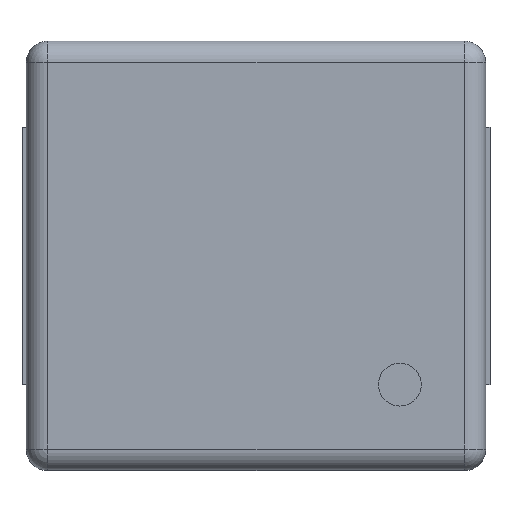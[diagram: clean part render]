
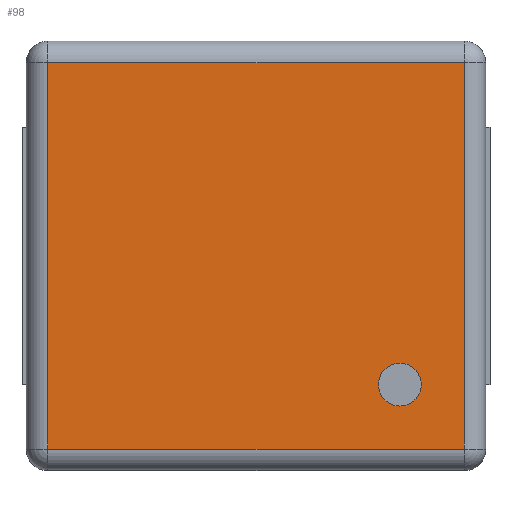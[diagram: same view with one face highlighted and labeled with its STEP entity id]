
A CAD part, top view. The second image highlights one B-rep face of the part: STEP entity #98.
In plain terms, the highlighted planar face has unit normal (0, 0, 1).
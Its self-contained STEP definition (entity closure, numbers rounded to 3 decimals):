
#98=ADVANCED_FACE('',(#530,#532),#534,.T.);
#530=FACE_BOUND('',#531,.T.);
#531=EDGE_LOOP('',(#870,#871,#872,#873));
#532=FACE_BOUND('',#533,.T.);
#533=EDGE_LOOP('',(#874));
#534=PLANE('',#535);
#535=AXIS2_PLACEMENT_3D('',#536,#537,#538);
#536=CARTESIAN_POINT('',(0.,0.,5.));
#537=DIRECTION('',(0.,0.,1.));
#538=DIRECTION('',(1.,0.,0.));
#870=ORIENTED_EDGE('',*,*,#1066,.T.);
#871=ORIENTED_EDGE('',*,*,#1067,.T.);
#872=ORIENTED_EDGE('',*,*,#1068,.T.);
#873=ORIENTED_EDGE('',*,*,#1069,.T.);
#874=ORIENTED_EDGE('',*,*,#1070,.T.);
#1066=EDGE_CURVE('',#1164,#1165,#1166,.T.);
#1067=EDGE_CURVE('',#1165,#1167,#1168,.T.);
#1068=EDGE_CURVE('',#1167,#1169,#1170,.T.);
#1069=EDGE_CURVE('',#1169,#1164,#1171,.T.);
#1070=EDGE_CURVE('',#1172,#1172,#1173,.F.);
#1164=VERTEX_POINT('',#1324);
#1165=VERTEX_POINT('',#1325);
#1166=LINE('',#1326,#1327);
#1167=VERTEX_POINT('',#1329);
#1168=LINE('',#1330,#1331);
#1169=VERTEX_POINT('',#1333);
#1170=LINE('',#1334,#1335);
#1171=LINE('',#1337,#1338);
#1172=VERTEX_POINT('',#1340);
#1173=CIRCLE('',#1341,0.5);
#1324=CARTESIAN_POINT('',(0.5,0.5,5.));
#1325=CARTESIAN_POINT('',(10.2,0.5,5.));
#1326=CARTESIAN_POINT('',(0.5,0.5,5.));
#1327=VECTOR('',#1328,1.);
#1328=DIRECTION('',(1.,0.,0.));
#1329=CARTESIAN_POINT('',(10.2,9.5,5.));
#1330=CARTESIAN_POINT('',(10.2,0.5,5.));
#1331=VECTOR('',#1332,1.);
#1332=DIRECTION('',(0.,1.,0.));
#1333=CARTESIAN_POINT('',(0.5,9.5,5.));
#1334=CARTESIAN_POINT('',(10.2,9.5,5.));
#1335=VECTOR('',#1336,1.);
#1336=DIRECTION('',(-1.,0.,0.));
#1337=CARTESIAN_POINT('',(0.5,9.5,5.));
#1338=VECTOR('',#1339,1.);
#1339=DIRECTION('',(0.,-1.,0.));
#1340=CARTESIAN_POINT('',(9.2,2.,5.));
#1341=AXIS2_PLACEMENT_3D('',#1342,#1343,#1344);
#1342=CARTESIAN_POINT('',(8.7,2.,5.));
#1343=DIRECTION('',(0.,0.,1.));
#1344=DIRECTION('',(1.,0.,0.));
